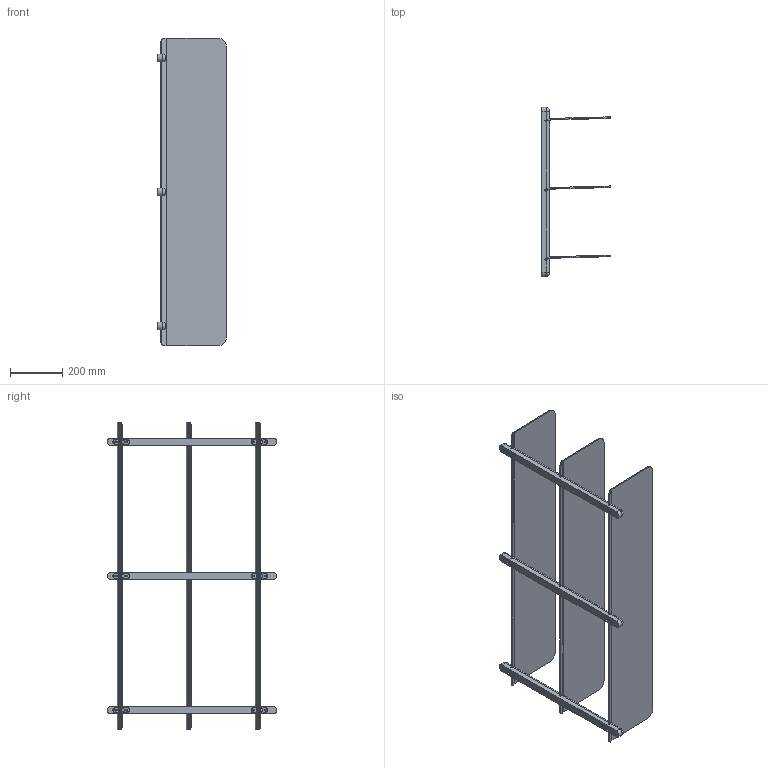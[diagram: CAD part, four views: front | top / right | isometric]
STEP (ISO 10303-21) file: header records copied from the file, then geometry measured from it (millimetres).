
FILE_DESCRIPTION(/* description */ (''),/* implementation_level */ '2;1');
FILE_NAME(/* name */ '22.01.20_Nivo_Large_D.stp',/* time_stamp */ '2020-11-19T15:02:30+01:00',/* author */ ('SørenNielsen'),/* organization */ (''),/* preprocessor_version */ 'ST-DEVELOPER v18.1',/* originating_system */ 'Autodesk Inventor 2021',/* authorisation */ '');
FILE_SCHEMA (('AUTOMOTIVE_DESIGN { 1 0 10303 214 3 1 1 }'));
Length unit declared in the file: millimetre
Products named in the file (5): 22.01.20_Nivo_Upscale_D_rev1; 22.01.20_Nivo_Upscale_Big_Shelf_rev1; 22.01.20_Nivo_Upscale_Small_Pole_rev1; 20100_P06-01_KeyBracket; 20100_P07-01_BracketScrew
Assembly tree (24 placements, depth 2):
  22.01.20_Nivo_Upscale_D_rev1
    22.01.20_Nivo_Upscale_Big_Shelf_rev1  x3
    22.01.20_Nivo_Upscale_Small_Pole_rev1  x3
    20100_P06-01_KeyBracket  x6
    20100_P07-01_BracketScrew  x12
Bounding box: 262.77 x 650.46 x 1180 mm (x, y, z)
Volume: 5265558.4 mm3; surface area: 2065709.1 mm2
Topology: 24 solids, 24 shells, 864 faces, 2280 edges, 1464 vertices
Faces by surface type: plane 396, cone 210, cylinder 162, torus 54, bspline 42
Full cylindrical faces by diameter (mm): 3 x18, 3.5 x12, 4.5 x12, 7.3 x12
Entity records: 5028 total; most frequent: CARTESIAN_POINT 1210, DIRECTION 781, ORIENTED_EDGE 730, EDGE_CURVE 365, AXIS2_PLACEMENT_3D 299, VERTEX_POINT 238, LINE 183, VECTOR 183
